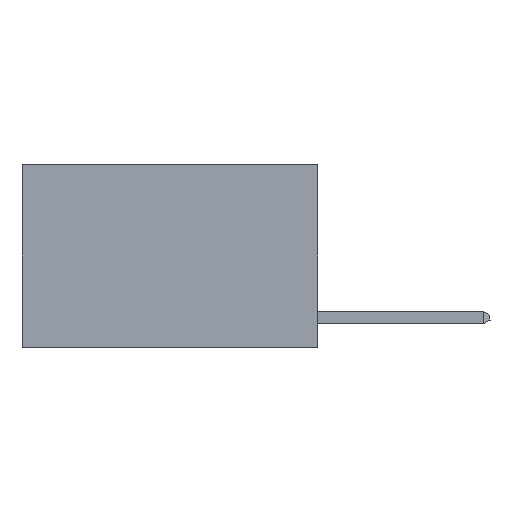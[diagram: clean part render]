
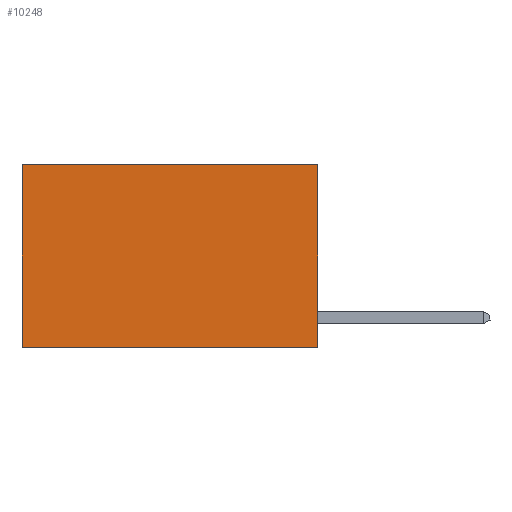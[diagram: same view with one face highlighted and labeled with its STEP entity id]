
A CAD part, left-side view. The second image highlights one B-rep face of the part: STEP entity #10248.
In plain terms, the highlighted planar face has unit normal (-1, 0, 0).
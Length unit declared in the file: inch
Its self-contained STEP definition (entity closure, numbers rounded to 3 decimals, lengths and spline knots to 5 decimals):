
#1553 = CARTESIAN_POINT ( 'NONE',  ( 0.2625, 0., -0.37 ) ) ;
#1820 = EDGE_CURVE ( 'NONE', #23733, #8840, #5451, .T. ) ;
#2090 = LINE ( 'NONE', #1553, #18022 ) ;
#4535 = ORIENTED_EDGE ( 'NONE', *, *, #16368, .F. ) ;
#5204 = DIRECTION ( 'NONE',  ( 0., 0., -1. ) ) ;
#5270 = CARTESIAN_POINT ( 'NONE',  ( 0.2625, 0., 0. ) ) ;
#5451 = LINE ( 'NONE', #5270, #15406 ) ;
#5463 = DIRECTION ( 'NONE',  ( 0., 1., 0. ) ) ;
#6958 = VECTOR ( 'NONE', #25124, 39.37008 ) ;
#7799 = CARTESIAN_POINT ( 'NONE',  ( 0.2625, 0.6, -0.37 ) ) ;
#8840 = VERTEX_POINT ( 'NONE', #12969 ) ;
#9241 = EDGE_LOOP ( 'NONE', ( #12309, #24792, #4535, #14246 ) ) ;
#9669 = FACE_OUTER_BOUND ( 'NONE', #9241, .T. ) ;
#10248 = ADVANCED_FACE ( 'NONE', ( #9669 ), #13005, .F. ) ;
#10460 = VERTEX_POINT ( 'NONE', #7799 ) ;
#10494 = LINE ( 'NONE', #21328, #21176 ) ;
#10653 = CARTESIAN_POINT ( 'NONE',  ( 0.2625, 0., 0. ) ) ;
#12309 = ORIENTED_EDGE ( 'NONE', *, *, #24777, .T. ) ;
#12969 = CARTESIAN_POINT ( 'NONE',  ( 0.2625, 0.6, 0. ) ) ;
#13005 = PLANE ( 'NONE',  #18799 ) ;
#14246 = ORIENTED_EDGE ( 'NONE', *, *, #1820, .T. ) ;
#15406 = VECTOR ( 'NONE', #24836, 39.37008 ) ;
#16368 = EDGE_CURVE ( 'NONE', #23733, #20715, #10494, .T. ) ;
#17183 = DIRECTION ( 'NONE',  ( 1., 0., 0. ) ) ;
#17312 = DIRECTION ( 'NONE',  ( 0., 0., -1. ) ) ;
#17623 = LINE ( 'NONE', #19174, #6958 ) ;
#18022 = VECTOR ( 'NONE', #5463, 39.37008 ) ;
#18799 = AXIS2_PLACEMENT_3D ( 'NONE', #25081, #17183, #5204 ) ;
#19174 = CARTESIAN_POINT ( 'NONE',  ( 0.2625, 0.6, 0. ) ) ;
#20715 = VERTEX_POINT ( 'NONE', #20914 ) ;
#20914 = CARTESIAN_POINT ( 'NONE',  ( 0.2625, 0., -0.37 ) ) ;
#21176 = VECTOR ( 'NONE', #17312, 39.37008 ) ;
#21328 = CARTESIAN_POINT ( 'NONE',  ( 0.2625, 0., 0. ) ) ;
#21527 = EDGE_CURVE ( 'NONE', #20715, #10460, #2090, .T. ) ;
#23733 = VERTEX_POINT ( 'NONE', #10653 ) ;
#24777 = EDGE_CURVE ( 'NONE', #8840, #10460, #17623, .T. ) ;
#24792 = ORIENTED_EDGE ( 'NONE', *, *, #21527, .F. ) ;
#24836 = DIRECTION ( 'NONE',  ( 0., 1., 0. ) ) ;
#25081 = CARTESIAN_POINT ( 'NONE',  ( 0.2625, 0., 0. ) ) ;
#25124 = DIRECTION ( 'NONE',  ( 0., 0., -1. ) ) ;
